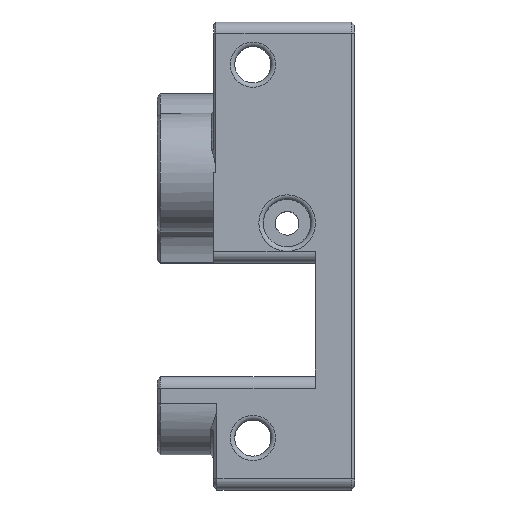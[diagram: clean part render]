
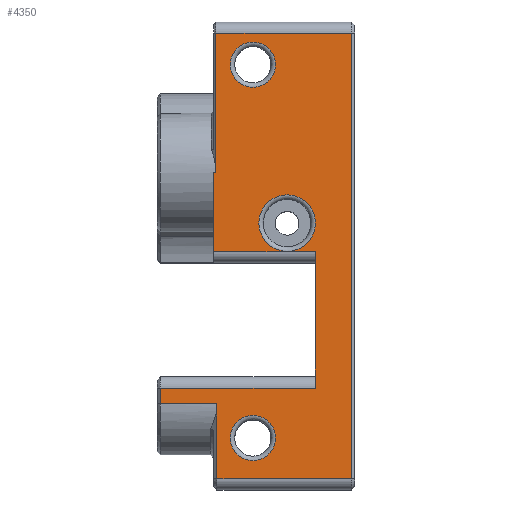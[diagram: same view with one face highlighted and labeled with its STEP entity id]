
A CAD part, top view. The second image highlights one B-rep face of the part: STEP entity #4350.
In plain terms, the highlighted planar face has unit normal (0, 0, 1).
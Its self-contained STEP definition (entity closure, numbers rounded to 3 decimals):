
#175=CIRCLE('',#4628,2.);
#179=CIRCLE('',#4633,2.5);
#180=CIRCLE('',#4634,2.);
#347=FACE_BOUND('',#832,.T.);
#348=FACE_BOUND('',#833,.T.);
#349=FACE_BOUND('',#834,.T.);
#565=FACE_OUTER_BOUND('',#831,.T.);
#831=EDGE_LOOP('',(#3363,#3364,#3365,#3366,#3367,#3368,#3369,#3370,#3371,
#3372,#3373,#3374));
#832=EDGE_LOOP('',(#3375));
#833=EDGE_LOOP('',(#3376));
#834=EDGE_LOOP('',(#3377));
#1159=LINE('',#6604,#1536);
#1218=LINE('',#7169,#1595);
#1219=LINE('',#7171,#1596);
#1220=LINE('',#7173,#1597);
#1221=LINE('',#7175,#1598);
#1222=LINE('',#7177,#1599);
#1223=LINE('',#7179,#1600);
#1224=LINE('',#7181,#1601);
#1225=LINE('',#7183,#1602);
#1226=LINE('',#7185,#1603);
#1227=LINE('',#7186,#1604);
#1228=LINE('',#7187,#1605);
#1536=VECTOR('',#5237,10.);
#1595=VECTOR('',#5376,10.);
#1596=VECTOR('',#5377,10.);
#1597=VECTOR('',#5378,10.);
#1598=VECTOR('',#5379,10.);
#1599=VECTOR('',#5380,10.);
#1600=VECTOR('',#5381,10.);
#1601=VECTOR('',#5382,10.);
#1602=VECTOR('',#5383,10.);
#1603=VECTOR('',#5384,10.);
#1604=VECTOR('',#5385,10.);
#1605=VECTOR('',#5386,10.);
#1891=VERTEX_POINT('',#6601);
#1892=VERTEX_POINT('',#6603);
#1968=VERTEX_POINT('',#7159);
#1971=VERTEX_POINT('',#7167);
#1972=VERTEX_POINT('',#7168);
#1973=VERTEX_POINT('',#7170);
#1974=VERTEX_POINT('',#7172);
#1975=VERTEX_POINT('',#7174);
#1976=VERTEX_POINT('',#7176);
#1977=VERTEX_POINT('',#7178);
#1978=VERTEX_POINT('',#7180);
#1979=VERTEX_POINT('',#7182);
#1980=VERTEX_POINT('',#7184);
#1981=VERTEX_POINT('',#7188);
#1982=VERTEX_POINT('',#7190);
#2355=EDGE_CURVE('',#1891,#1892,#1159,.T.);
#2466=EDGE_CURVE('',#1968,#1968,#175,.T.);
#2470=EDGE_CURVE('',#1971,#1972,#1218,.T.);
#2471=EDGE_CURVE('',#1973,#1972,#1219,.T.);
#2472=EDGE_CURVE('',#1973,#1974,#1220,.T.);
#2473=EDGE_CURVE('',#1974,#1975,#1221,.T.);
#2474=EDGE_CURVE('',#1975,#1976,#1222,.T.);
#2475=EDGE_CURVE('',#1976,#1977,#1223,.T.);
#2476=EDGE_CURVE('',#1977,#1978,#1224,.T.);
#2477=EDGE_CURVE('',#1978,#1979,#1225,.T.);
#2478=EDGE_CURVE('',#1980,#1979,#1226,.T.);
#2479=EDGE_CURVE('',#1980,#1892,#1227,.T.);
#2480=EDGE_CURVE('',#1891,#1971,#1228,.T.);
#2481=EDGE_CURVE('',#1981,#1981,#179,.T.);
#2482=EDGE_CURVE('',#1982,#1982,#180,.T.);
#3363=ORIENTED_EDGE('',*,*,#2470,.T.);
#3364=ORIENTED_EDGE('',*,*,#2471,.F.);
#3365=ORIENTED_EDGE('',*,*,#2472,.T.);
#3366=ORIENTED_EDGE('',*,*,#2473,.T.);
#3367=ORIENTED_EDGE('',*,*,#2474,.T.);
#3368=ORIENTED_EDGE('',*,*,#2475,.T.);
#3369=ORIENTED_EDGE('',*,*,#2476,.T.);
#3370=ORIENTED_EDGE('',*,*,#2477,.T.);
#3371=ORIENTED_EDGE('',*,*,#2478,.F.);
#3372=ORIENTED_EDGE('',*,*,#2479,.T.);
#3373=ORIENTED_EDGE('',*,*,#2355,.F.);
#3374=ORIENTED_EDGE('',*,*,#2480,.T.);
#3375=ORIENTED_EDGE('',*,*,#2481,.T.);
#3376=ORIENTED_EDGE('',*,*,#2482,.T.);
#3377=ORIENTED_EDGE('',*,*,#2466,.T.);
#4210=PLANE('',#4632);
#4350=ADVANCED_FACE('',(#565,#347,#348,#349),#4210,.F.);
#4628=AXIS2_PLACEMENT_3D('',#7160,#5366,#5367);
#4632=AXIS2_PLACEMENT_3D('',#7166,#5374,#5375);
#4633=AXIS2_PLACEMENT_3D('',#7189,#5387,#5388);
#4634=AXIS2_PLACEMENT_3D('',#7191,#5389,#5390);
#5237=DIRECTION('',(0.,1.,0.));
#5366=DIRECTION('center_axis',(0.,0.,-1.));
#5367=DIRECTION('ref_axis',(-1.,0.,0.));
#5374=DIRECTION('center_axis',(0.,0.,-1.));
#5375=DIRECTION('ref_axis',(0.,-1.,0.));
#5376=DIRECTION('',(0.,-1.,0.));
#5377=DIRECTION('',(-1.,0.,0.));
#5378=DIRECTION('',(0.,-1.,0.));
#5379=DIRECTION('',(1.,0.,0.));
#5380=DIRECTION('',(0.,1.,0.));
#5381=DIRECTION('',(-1.,0.,0.));
#5382=DIRECTION('',(0.,-1.,0.));
#5383=DIRECTION('',(-1.,0.,0.));
#5384=DIRECTION('',(0.,1.,0.));
#5385=DIRECTION('',(1.,0.,0.));
#5386=DIRECTION('',(-1.,0.,0.));
#5387=DIRECTION('center_axis',(0.,0.,-1.));
#5388=DIRECTION('ref_axis',(-1.,0.,0.));
#5389=DIRECTION('center_axis',(0.,0.,-1.));
#5390=DIRECTION('ref_axis',(-1.,0.,0.));
#6601=CARTESIAN_POINT('',(-10.575,-19.056,15.));
#6603=CARTESIAN_POINT('',(-10.575,-7.,15.));
#6604=CARTESIAN_POINT('',(-10.575,2.957,15.));
#7159=CARTESIAN_POINT('',(-18.099,9.526,15.));
#7160=CARTESIAN_POINT('Origin',(-16.099,9.526,15.));
#7166=CARTESIAN_POINT('Origin',(-7.075,13.3,15.));
#7167=CARTESIAN_POINT('',(-24.275,-19.056,15.));
#7168=CARTESIAN_POINT('',(-24.275,-20.456,15.));
#7169=CARTESIAN_POINT('',(-24.275,-4.878,15.));
#7170=CARTESIAN_POINT('',(-19.275,-20.456,15.));
#7171=CARTESIAN_POINT('',(-24.575,-20.456,15.));
#7172=CARTESIAN_POINT('',(-19.275,-27.056,15.));
#7173=CARTESIAN_POINT('',(-19.275,-5.478,15.));
#7174=CARTESIAN_POINT('',(-7.375,-27.056,15.));
#7175=CARTESIAN_POINT('',(-7.075,-27.056,15.));
#7176=CARTESIAN_POINT('',(-7.375,12.3,15.));
#7177=CARTESIAN_POINT('',(-7.375,2.957,15.));
#7178=CARTESIAN_POINT('',(-19.375,12.3,15.));
#7179=CARTESIAN_POINT('',(-7.075,12.3,15.));
#7180=CARTESIAN_POINT('',(-19.375,0.,15.));
#7181=CARTESIAN_POINT('',(-19.375,11.55,15.));
#7182=CARTESIAN_POINT('',(-19.575,0.,15.));
#7183=CARTESIAN_POINT('',(-10.575,0.,15.));
#7184=CARTESIAN_POINT('',(-19.575,-7.,15.));
#7185=CARTESIAN_POINT('',(-19.575,-0.425,15.));
#7186=CARTESIAN_POINT('',(-8.825,-7.,15.));
#7187=CARTESIAN_POINT('',(-8.825,-19.056,15.));
#7188=CARTESIAN_POINT('',(-15.575,-4.475,15.));
#7189=CARTESIAN_POINT('Origin',(-13.075,-4.475,15.));
#7190=CARTESIAN_POINT('',(-18.099,-23.474,15.));
#7191=CARTESIAN_POINT('Origin',(-16.099,-23.474,15.));
